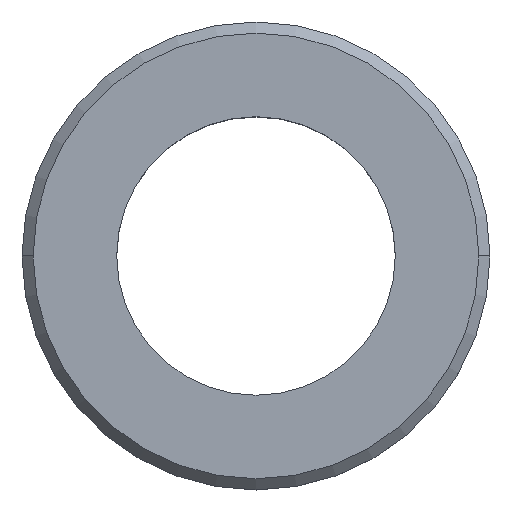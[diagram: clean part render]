
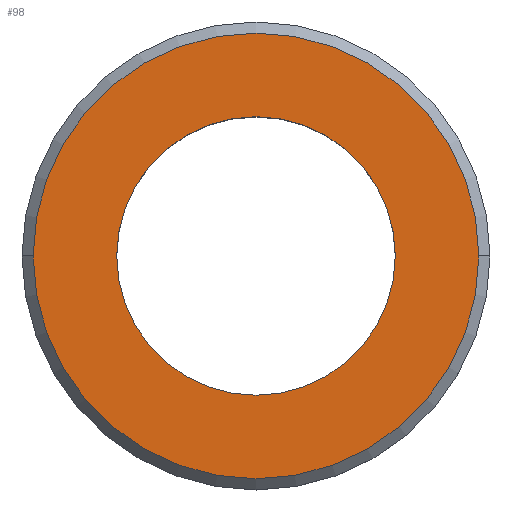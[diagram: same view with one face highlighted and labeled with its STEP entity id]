
A CAD part, top view. The second image highlights one B-rep face of the part: STEP entity #98.
In plain terms, the highlighted planar face has unit normal (0, 0, 1).
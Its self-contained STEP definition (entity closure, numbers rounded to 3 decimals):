
#74=VERTEX_POINT('',#186);
#78=VERTEX_POINT('',#190);
#94=EDGE_CURVE('',#148,#78,#209,.T.);
#96=EDGE_CURVE('',#78,#148,#211,.T.);
#98=ADVANCED_FACE('',(#213,#214),#215,.T.);
#118=EDGE_CURVE('',#74,#166,#241,.T.);
#148=VERTEX_POINT('',#274);
#160=EDGE_CURVE('',#166,#74,#286,.T.);
#166=VERTEX_POINT('',#292);
#186=CARTESIAN_POINT('',(12.5,0.,3.));
#190=CARTESIAN_POINT('',(20.0,0.,3.));
#209=CIRCLE('',#332,20.0);
#211=CIRCLE('',#335,20.0);
#213=FACE_OUTER_BOUND('',#337,.T.);
#214=FACE_BOUND('',#338,.T.);
#215=PLANE('',#339);
#241=CIRCLE('',#370,12.5);
#274=CARTESIAN_POINT('',(-20.0,0.,3.));
#286=CIRCLE('',#428,12.5);
#292=CARTESIAN_POINT('',(-12.5,0.,3.));
#332=AXIS2_PLACEMENT_3D('',#470,#471,#472);
#335=AXIS2_PLACEMENT_3D('',#473,#474,#475);
#337=EDGE_LOOP('',(#477,#478));
#338=EDGE_LOOP('',(#479,#480));
#339=AXIS2_PLACEMENT_3D('',#481,#482,#483);
#370=AXIS2_PLACEMENT_3D('',#523,#524,#525);
#428=AXIS2_PLACEMENT_3D('',#571,#572,#573);
#470=CARTESIAN_POINT('',(0.0,0.,3.));
#471=DIRECTION('',(0.0,0.0,-1.0));
#472=DIRECTION('',(1.0,0.,0.0));
#473=CARTESIAN_POINT('',(0.0,0.,3.));
#474=DIRECTION('',(0.0,0.0,-1.0));
#475=DIRECTION('',(1.0,0.,0.0));
#477=ORIENTED_EDGE('',*,*,#96,.F.);
#478=ORIENTED_EDGE('',*,*,#94,.F.);
#479=ORIENTED_EDGE('',*,*,#118,.T.);
#480=ORIENTED_EDGE('',*,*,#160,.T.);
#481=CARTESIAN_POINT('',(16.25,0.,3.));
#482=DIRECTION('',(0.0,0.0,1.0));
#483=DIRECTION('',(-1.0,0.,0.0));
#523=CARTESIAN_POINT('',(0.0,0.,3.));
#524=DIRECTION('',(0.0,0.0,-1.0));
#525=DIRECTION('',(1.0,0.,0.0));
#571=CARTESIAN_POINT('',(0.0,0.,3.));
#572=DIRECTION('',(0.0,0.0,-1.0));
#573=DIRECTION('',(1.0,0.,0.0));
